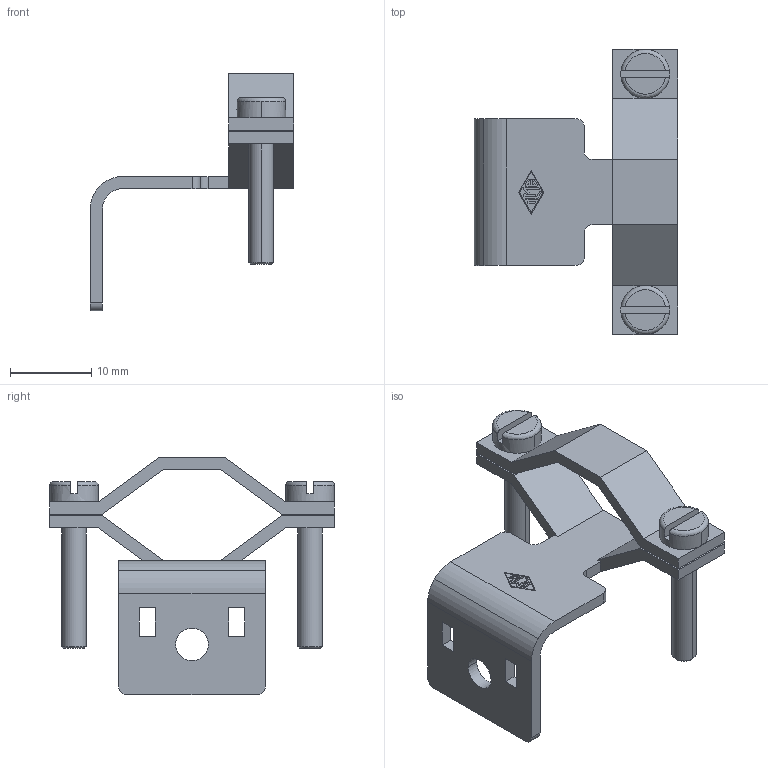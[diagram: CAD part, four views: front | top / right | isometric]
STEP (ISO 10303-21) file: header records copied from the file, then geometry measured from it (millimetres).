
FILE_DESCRIPTION((''),'2;1');
FILE_NAME('CRAS.stp','2007-01-02T17:40:07',('gembarski'),(''),'Autodesk Inventor 7','Autodesk Inventor 7','');
FILE_SCHEMA(('AUTOMOTIVE_DESIGN { 1 0 10303 214 1 1 1 1 }'));
Length unit declared in the file: millimetre
Products named in the file (1): CRAS
Bounding box: 25 x 35 x 29.2 mm (x, y, z)
Volume: 1996 mm3; surface area: 3041.1 mm2
Topology: 1 solids, 1 shells, 143 faces, 379 edges, 248 vertices
Faces by surface type: plane 75, cylinder 32, bspline 32, cone 2, torus 2
Entity records: 4672 total; most frequent: CARTESIAN_POINT 1113, ORIENTED_EDGE 758, DIRECTION 687, EDGE_CURVE 379, VECTOR 279, LINE 279, VERTEX_POINT 248, AXIS2_PLACEMENT_3D 204
